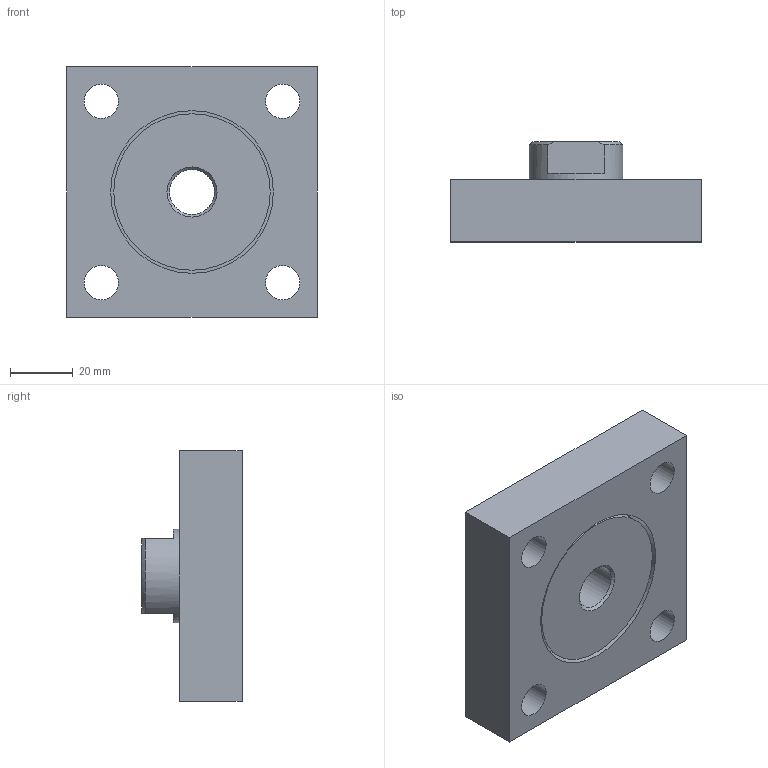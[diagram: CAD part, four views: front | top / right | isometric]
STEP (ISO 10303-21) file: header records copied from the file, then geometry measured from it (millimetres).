
FILE_DESCRIPTION(/* description */ ('STEP AP214'),/* implementation_level */ '2;1');
FILE_NAME(/* name */ '32965_KSG-M16X15',/* time_stamp */ '2024-08-21T10:29:53+02:00',/* author */ ('License CC BY-ND 4.0'),/* organization */ ('CADENAS'),/* preprocessor_version */ 'ST-DEVELOPER v19.3',/* originating_system */ 'PARTsolutions',/* authorisation */ ' ');
FILE_SCHEMA (('AUTOMOTIVE_DESIGN {1 0 10303 214 3 1 1}'));
Length unit declared in the file: millimetre
Products named in the file (1): 32965 KSG-M16x1.5
Bounding box: 80 x 32 x 80 mm (x, y, z)
Volume: 112461.7 mm3; surface area: 29245.9 mm2
Topology: 1 solids, 1 shells, 35 faces, 73 edges, 48 vertices
Faces by surface type: plane 18, cylinder 13, cone 4
Full cylindrical faces by diameter (mm): 11 x4, 14.376 x1, 18 x4, 30 x1, 32 x1, 50 x1, 52 x1
Entity records: 914 total; most frequent: DIRECTION 158, CARTESIAN_POINT 152, ORIENTED_EDGE 114, AXIS2_PLACEMENT_3D 69, EDGE_LOOP 68, FACE_BOUND 68, EDGE_CURVE 57, VERTEX_POINT 47
